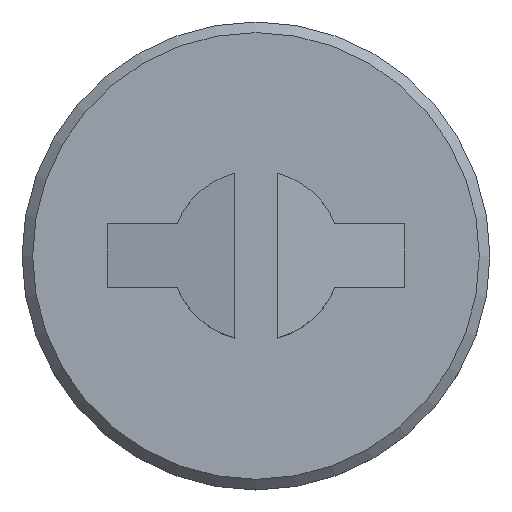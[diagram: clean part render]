
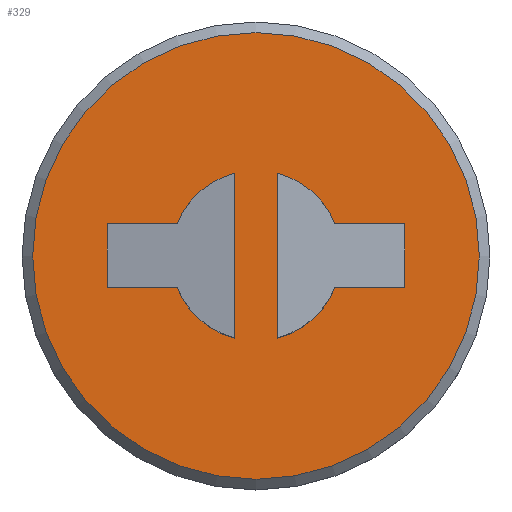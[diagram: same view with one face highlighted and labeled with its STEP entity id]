
A CAD part, top view. The second image highlights one B-rep face of the part: STEP entity #329.
In plain terms, the highlighted planar face has unit normal (0, 0, 1).
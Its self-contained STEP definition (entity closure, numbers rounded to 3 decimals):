
#66 = CONICAL_SURFACE('',#67,11.,0.785);
#67 = AXIS2_PLACEMENT_3D('',#68,#69,#70);
#68 = CARTESIAN_POINT('',(0.,0.,2.5));
#69 = DIRECTION('',(-0.,-0.,-1.));
#70 = DIRECTION('',(1.,0.,0.));
#163 = VERTEX_POINT('',#164);
#164 = CARTESIAN_POINT('',(10.5,0.,3.));
#185 = EDGE_CURVE('',#163,#163,#186,.T.);
#186 = SURFACE_CURVE('',#187,(#192,#199),.PCURVE_S1.);
#187 = CIRCLE('',#188,10.5);
#188 = AXIS2_PLACEMENT_3D('',#189,#190,#191);
#189 = CARTESIAN_POINT('',(0.,0.,3.));
#190 = DIRECTION('',(0.,0.,1.));
#191 = DIRECTION('',(1.,0.,-0.));
#192 = PCURVE('',#66,#193);
#193 = DEFINITIONAL_REPRESENTATION('',(#194),#198);
#194 = LINE('',#195,#196);
#195 = CARTESIAN_POINT('',(-0.,-0.5));
#196 = VECTOR('',#197,1.);
#197 = DIRECTION('',(-1.,-0.));
#198 = ( GEOMETRIC_REPRESENTATION_CONTEXT(2) 
PARAMETRIC_REPRESENTATION_CONTEXT() REPRESENTATION_CONTEXT('2D SPACE',''
  ) );
#199 = PCURVE('',#200,#205);
#200 = PLANE('',#201);
#201 = AXIS2_PLACEMENT_3D('',#202,#203,#204);
#202 = CARTESIAN_POINT('',(0.,0.,3.));
#203 = DIRECTION('',(0.,0.,1.));
#204 = DIRECTION('',(1.,0.,-0.));
#205 = DEFINITIONAL_REPRESENTATION('',(#206),#210);
#206 = CIRCLE('',#207,10.5);
#207 = AXIS2_PLACEMENT_2D('',#208,#209);
#208 = CARTESIAN_POINT('',(0.,0.));
#209 = DIRECTION('',(1.,0.));
#210 = ( GEOMETRIC_REPRESENTATION_CONTEXT(2) 
PARAMETRIC_REPRESENTATION_CONTEXT() REPRESENTATION_CONTEXT('2D SPACE',''
  ) );
#329 = ADVANCED_FACE('',(#330,#333,#396),#200,.T.);
#330 = FACE_BOUND('',#331,.T.);
#331 = EDGE_LOOP('',(#332));
#332 = ORIENTED_EDGE('',*,*,#185,.T.);
#333 = FACE_BOUND('',#334,.T.);
#334 = EDGE_LOOP('',(#335,#370));
#335 = ORIENTED_EDGE('',*,*,#336,.T.);
#336 = EDGE_CURVE('',#337,#339,#341,.T.);
#337 = VERTEX_POINT('',#338);
#338 = CARTESIAN_POINT('',(1.,3.873,3.));
#339 = VERTEX_POINT('',#340);
#340 = CARTESIAN_POINT('',(1.,-3.873,3.));
#341 = SURFACE_CURVE('',#342,(#347,#358),.PCURVE_S1.);
#342 = CIRCLE('',#343,4.);
#343 = AXIS2_PLACEMENT_3D('',#344,#345,#346);
#344 = CARTESIAN_POINT('',(0.,0.,3.));
#345 = DIRECTION('',(0.,0.,-1.));
#346 = DIRECTION('',(0.25,0.968,0.));
#347 = PCURVE('',#200,#348);
#348 = DEFINITIONAL_REPRESENTATION('',(#349),#357);
#349 = ( BOUNDED_CURVE() B_SPLINE_CURVE(2,(#350,#351,#352,#353,#354,#355
,#356),.UNSPECIFIED.,.T.,.F.) B_SPLINE_CURVE_WITH_KNOTS((1,2,2,2,2,1),(
    -2.094,0.,2.094,4.189,6.283,
8.378),.UNSPECIFIED.) CURVE() GEOMETRIC_REPRESENTATION_ITEM() 
RATIONAL_B_SPLINE_CURVE((1.,0.5,1.,0.5,1.,0.5,1.)) REPRESENTATION_ITEM(
  '') );
#350 = CARTESIAN_POINT('',(1.,3.873));
#351 = CARTESIAN_POINT('',(7.708,2.141));
#352 = CARTESIAN_POINT('',(2.854,-2.803));
#353 = CARTESIAN_POINT('',(-2.,-7.746));
#354 = CARTESIAN_POINT('',(-3.854,-1.07));
#355 = CARTESIAN_POINT('',(-5.708,5.605));
#356 = CARTESIAN_POINT('',(1.,3.873));
#357 = ( GEOMETRIC_REPRESENTATION_CONTEXT(2) 
PARAMETRIC_REPRESENTATION_CONTEXT() REPRESENTATION_CONTEXT('2D SPACE',''
  ) );
#358 = PCURVE('',#359,#364);
#359 = CYLINDRICAL_SURFACE('',#360,4.);
#360 = AXIS2_PLACEMENT_3D('',#361,#362,#363);
#361 = CARTESIAN_POINT('',(0.,0.,3.));
#362 = DIRECTION('',(-0.,-0.,-1.));
#363 = DIRECTION('',(1.,0.,0.));
#364 = DEFINITIONAL_REPRESENTATION('',(#365),#369);
#365 = LINE('',#366,#367);
#366 = CARTESIAN_POINT('',(-7.601,0.));
#367 = VECTOR('',#368,1.);
#368 = DIRECTION('',(1.,-0.));
#369 = ( GEOMETRIC_REPRESENTATION_CONTEXT(2) 
PARAMETRIC_REPRESENTATION_CONTEXT() REPRESENTATION_CONTEXT('2D SPACE',''
  ) );
#370 = ORIENTED_EDGE('',*,*,#371,.T.);
#371 = EDGE_CURVE('',#339,#337,#372,.T.);
#372 = SURFACE_CURVE('',#373,(#377,#384),.PCURVE_S1.);
#373 = LINE('',#374,#375);
#374 = CARTESIAN_POINT('',(1.,-5.5,3.));
#375 = VECTOR('',#376,1.);
#376 = DIRECTION('',(0.,1.,0.));
#377 = PCURVE('',#200,#378);
#378 = DEFINITIONAL_REPRESENTATION('',(#379),#383);
#379 = LINE('',#380,#381);
#380 = CARTESIAN_POINT('',(1.,-5.5));
#381 = VECTOR('',#382,1.);
#382 = DIRECTION('',(0.,1.));
#383 = ( GEOMETRIC_REPRESENTATION_CONTEXT(2) 
PARAMETRIC_REPRESENTATION_CONTEXT() REPRESENTATION_CONTEXT('2D SPACE',''
  ) );
#384 = PCURVE('',#385,#390);
#385 = PLANE('',#386);
#386 = AXIS2_PLACEMENT_3D('',#387,#388,#389);
#387 = CARTESIAN_POINT('',(1.,-5.5,14.));
#388 = DIRECTION('',(1.,0.,0.));
#389 = DIRECTION('',(-0.,1.,0.));
#390 = DEFINITIONAL_REPRESENTATION('',(#391),#395);
#391 = LINE('',#392,#393);
#392 = CARTESIAN_POINT('',(0.,-11.));
#393 = VECTOR('',#394,1.);
#394 = DIRECTION('',(1.,0.));
#395 = ( GEOMETRIC_REPRESENTATION_CONTEXT(2) 
PARAMETRIC_REPRESENTATION_CONTEXT() REPRESENTATION_CONTEXT('2D SPACE',''
  ) );
#396 = FACE_BOUND('',#397,.T.);
#397 = EDGE_LOOP('',(#398,#429));
#398 = ORIENTED_EDGE('',*,*,#399,.F.);
#399 = EDGE_CURVE('',#400,#402,#404,.T.);
#400 = VERTEX_POINT('',#401);
#401 = CARTESIAN_POINT('',(-1.,3.873,3.));
#402 = VERTEX_POINT('',#403);
#403 = CARTESIAN_POINT('',(-1.,-3.873,3.));
#404 = SURFACE_CURVE('',#405,(#410,#417),.PCURVE_S1.);
#405 = CIRCLE('',#406,4.);
#406 = AXIS2_PLACEMENT_3D('',#407,#408,#409);
#407 = CARTESIAN_POINT('',(0.,0.,3.));
#408 = DIRECTION('',(0.,0.,1.));
#409 = DIRECTION('',(1.,0.,0.));
#410 = PCURVE('',#200,#411);
#411 = DEFINITIONAL_REPRESENTATION('',(#412),#416);
#412 = CIRCLE('',#413,4.);
#413 = AXIS2_PLACEMENT_2D('',#414,#415);
#414 = CARTESIAN_POINT('',(0.,0.));
#415 = DIRECTION('',(1.,0.));
#416 = ( GEOMETRIC_REPRESENTATION_CONTEXT(2) 
PARAMETRIC_REPRESENTATION_CONTEXT() REPRESENTATION_CONTEXT('2D SPACE',''
  ) );
#417 = PCURVE('',#418,#423);
#418 = CYLINDRICAL_SURFACE('',#419,4.);
#419 = AXIS2_PLACEMENT_3D('',#420,#421,#422);
#420 = CARTESIAN_POINT('',(0.,0.,3.));
#421 = DIRECTION('',(-0.,-0.,-1.));
#422 = DIRECTION('',(1.,0.,0.));
#423 = DEFINITIONAL_REPRESENTATION('',(#424),#428);
#424 = LINE('',#425,#426);
#425 = CARTESIAN_POINT('',(-0.,0.));
#426 = VECTOR('',#427,1.);
#427 = DIRECTION('',(-1.,0.));
#428 = ( GEOMETRIC_REPRESENTATION_CONTEXT(2) 
PARAMETRIC_REPRESENTATION_CONTEXT() REPRESENTATION_CONTEXT('2D SPACE',''
  ) );
#429 = ORIENTED_EDGE('',*,*,#430,.T.);
#430 = EDGE_CURVE('',#400,#402,#431,.T.);
#431 = SURFACE_CURVE('',#432,(#436,#443),.PCURVE_S1.);
#432 = LINE('',#433,#434);
#433 = CARTESIAN_POINT('',(-1.,5.5,3.));
#434 = VECTOR('',#435,1.);
#435 = DIRECTION('',(0.,-1.,0.));
#436 = PCURVE('',#200,#437);
#437 = DEFINITIONAL_REPRESENTATION('',(#438),#442);
#438 = LINE('',#439,#440);
#439 = CARTESIAN_POINT('',(-1.,5.5));
#440 = VECTOR('',#441,1.);
#441 = DIRECTION('',(0.,-1.));
#442 = ( GEOMETRIC_REPRESENTATION_CONTEXT(2) 
PARAMETRIC_REPRESENTATION_CONTEXT() REPRESENTATION_CONTEXT('2D SPACE',''
  ) );
#443 = PCURVE('',#444,#449);
#444 = PLANE('',#445);
#445 = AXIS2_PLACEMENT_3D('',#446,#447,#448);
#446 = CARTESIAN_POINT('',(-1.,5.5,14.));
#447 = DIRECTION('',(-1.,0.,0.));
#448 = DIRECTION('',(0.,-1.,0.));
#449 = DEFINITIONAL_REPRESENTATION('',(#450),#454);
#450 = LINE('',#451,#452);
#451 = CARTESIAN_POINT('',(0.,-11.));
#452 = VECTOR('',#453,1.);
#453 = DIRECTION('',(1.,0.));
#454 = ( GEOMETRIC_REPRESENTATION_CONTEXT(2) 
PARAMETRIC_REPRESENTATION_CONTEXT() REPRESENTATION_CONTEXT('2D SPACE',''
  ) );
